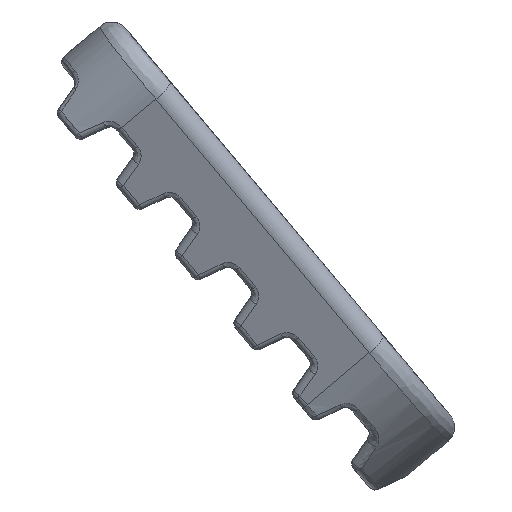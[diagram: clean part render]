
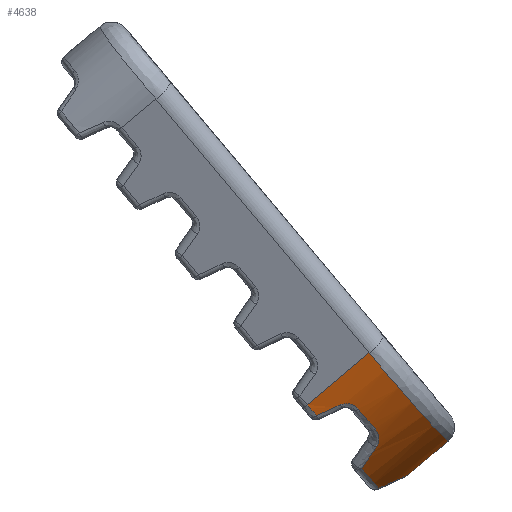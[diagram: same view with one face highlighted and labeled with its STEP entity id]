
A CAD part, front view. The second image highlights one B-rep face of the part: STEP entity #4638.
In plain terms, the highlighted cylindrical face has radius 5.715 mm (diameter 11.43 mm), a partial arc.
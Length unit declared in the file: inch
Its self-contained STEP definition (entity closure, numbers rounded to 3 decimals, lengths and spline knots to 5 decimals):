
#667=FACE_OUTER_BOUND('',#970,.T.);
#970=EDGE_LOOP('',(#3824,#3825,#3826,#3827,#3828,#3829,#3830,#3831,#3832,
#3833,#3834));
#1110=ELLIPSE('',#4925,0.85748,0.225);
#1114=ELLIPSE('',#4938,0.231,0.225);
#1116=ELLIPSE('',#4946,0.231,0.225);
#1118=ELLIPSE('',#4953,0.85748,0.225);
#1121=ELLIPSE('',#4963,0.231,0.225);
#1167=ELLIPSE('',#5164,0.85748,0.225);
#1178=ELLIPSE('',#5216,0.2302,0.225);
#1235=B_SPLINE_CURVE_WITH_KNOTS('',3,(#7938,#7939,#7940,#7941,#7942,#7943),
 .UNSPECIFIED.,.F.,.F.,(4,1,1,4),(-0.08892,-0.06352,
-0.04446,0.),.UNSPECIFIED.);
#1238=B_SPLINE_CURVE_WITH_KNOTS('',3,(#7990,#7991,#7992,#7993,#7994),
 .UNSPECIFIED.,.F.,.F.,(4,1,4),(-0.06974,-0.03487,
0.),.UNSPECIFIED.);
#1486=LINE('',#9637,#1737);
#1488=LINE('',#9641,#1739);
#1737=VECTOR('',#6516,0.3937);
#1739=VECTOR('',#6520,0.3937);
#1955=VERTEX_POINT('',#7749);
#1958=VERTEX_POINT('',#7774);
#1966=VERTEX_POINT('',#7864);
#1968=VERTEX_POINT('',#7936);
#1969=VERTEX_POINT('',#7937);
#1973=VERTEX_POINT('',#7980);
#1975=VERTEX_POINT('',#7988);
#1979=VERTEX_POINT('',#8025);
#1986=VERTEX_POINT('',#8088);
#2140=VERTEX_POINT('',#9636);
#2141=VERTEX_POINT('',#9640);
#2436=EDGE_CURVE('',#1958,#1955,#1110,.T.);
#2452=EDGE_CURVE('',#1955,#1966,#1114,.T.);
#2454=EDGE_CURVE('',#1968,#1969,#1235,.T.);
#2461=EDGE_CURVE('',#1975,#1973,#1238,.T.);
#2465=EDGE_CURVE('',#1969,#1975,#1116,.T.);
#2472=EDGE_CURVE('',#1973,#1979,#1118,.T.);
#2482=EDGE_CURVE('',#1979,#1986,#1121,.T.);
#2729=EDGE_CURVE('',#1966,#1968,#1167,.T.);
#2783=EDGE_CURVE('',#2140,#1986,#1486,.T.);
#2785=EDGE_CURVE('',#1958,#2141,#1488,.T.);
#2786=EDGE_CURVE('',#2140,#2141,#1178,.T.);
#3824=ORIENTED_EDGE('',*,*,#2482,.F.);
#3825=ORIENTED_EDGE('',*,*,#2472,.F.);
#3826=ORIENTED_EDGE('',*,*,#2461,.F.);
#3827=ORIENTED_EDGE('',*,*,#2465,.F.);
#3828=ORIENTED_EDGE('',*,*,#2454,.F.);
#3829=ORIENTED_EDGE('',*,*,#2729,.F.);
#3830=ORIENTED_EDGE('',*,*,#2452,.F.);
#3831=ORIENTED_EDGE('',*,*,#2436,.F.);
#3832=ORIENTED_EDGE('',*,*,#2785,.T.);
#3833=ORIENTED_EDGE('',*,*,#2786,.F.);
#3834=ORIENTED_EDGE('',*,*,#2783,.T.);
#4409=CYLINDRICAL_SURFACE('',#5215,0.225);
#4638=ADVANCED_FACE('',(#667),#4409,.T.);
#4925=AXIS2_PLACEMENT_3D('',#7776,#5824,#5825);
#4938=AXIS2_PLACEMENT_3D('',#7892,#5854,#5855);
#4946=AXIS2_PLACEMENT_3D('',#8021,#5872,#5873);
#4953=AXIS2_PLACEMENT_3D('',#8053,#5888,#5889);
#4963=AXIS2_PLACEMENT_3D('',#8092,#5910,#5911);
#5164=AXIS2_PLACEMENT_3D('',#9332,#6405,#6406);
#5215=AXIS2_PLACEMENT_3D('',#9639,#6518,#6519);
#5216=AXIS2_PLACEMENT_3D('',#9642,#6521,#6522);
#5824=DIRECTION('center_axis',(0.413,0.003,-0.911));
#5825=DIRECTION('ref_axis',(0.884,-0.244,0.4));
#5854=DIRECTION('center_axis',(-0.766,0.01,-0.643));
#5855=DIRECTION('ref_axis',(-0.008,-1.,-0.007));
#5872=DIRECTION('center_axis',(-0.766,0.01,-0.643));
#5873=DIRECTION('ref_axis',(-0.008,-1.,-0.007));
#5888=DIRECTION('center_axis',(0.413,0.003,-0.911));
#5889=DIRECTION('ref_axis',(0.884,-0.244,0.4));
#5910=DIRECTION('center_axis',(-0.766,0.01,-0.643));
#5911=DIRECTION('ref_axis',(-0.008,-1.,-0.007));
#6405=DIRECTION('center_axis',(-0.825,0.003,0.565));
#6406=DIRECTION('ref_axis',(-0.547,0.244,-0.801));
#6516=DIRECTION('',(-0.744,0.236,-0.625));
#6518=DIRECTION('center_axis',(-0.744,0.236,-0.625));
#6519=DIRECTION('ref_axis',(0.403,-0.587,-0.702));
#6520=DIRECTION('',(0.744,-0.236,0.625));
#6521=DIRECTION('center_axis',(0.766,-0.026,0.643));
#6522=DIRECTION('ref_axis',(-0.02,-1.,-0.016));
#7749=CARTESIAN_POINT('',(-0.03866,-0.64636,-0.01732));
#7774=CARTESIAN_POINT('',(0.00101,-0.58325,0.00085));
#7776=CARTESIAN_POINT('Origin',(-0.75829,-0.38809,-0.34256));
#7864=CARTESIAN_POINT('',(-0.06252,-0.71561,0.01001));
#7892=CARTESIAN_POINT('Origin',(-0.17527,-0.5732,0.14665));
#7936=CARTESIAN_POINT('',(-0.042,-0.73623,0.0401));
#7937=CARTESIAN_POINT('',(-0.0438,-0.76017,0.06498));
#7938=CARTESIAN_POINT('Ctrl Pts',(-0.042,-0.73623,
0.0401));
#7939=CARTESIAN_POINT('Ctrl Pts',(-0.04035,-0.73783,
0.04253));
#7940=CARTESIAN_POINT('Ctrl Pts',(-0.03867,-0.74151,
0.04701));
#7941=CARTESIAN_POINT('Ctrl Pts',(-0.03842,-0.74983,
0.05569));
#7942=CARTESIAN_POINT('Ctrl Pts',(-0.04084,-0.75613,
0.06151));
#7943=CARTESIAN_POINT('Ctrl Pts',(-0.0438,-0.76017,
0.06498));
#7980=CARTESIAN_POINT('',(-0.09175,-0.79319,0.09848));
#7988=CARTESIAN_POINT('',(-0.06732,-0.7864,0.09259));
#7990=CARTESIAN_POINT('Ctrl Pts',(-0.06732,-0.7864,
0.09259));
#7991=CARTESIAN_POINT('Ctrl Pts',(-0.07,-0.7888,
0.09574));
#7992=CARTESIAN_POINT('Ctrl Pts',(-0.07761,-0.79295,
0.10096));
#7993=CARTESIAN_POINT('Ctrl Pts',(-0.08759,-0.7937,
0.10036));
#7994=CARTESIAN_POINT('Ctrl Pts',(-0.09175,-0.79319,
0.09848));
#8021=CARTESIAN_POINT('Origin',(-0.13697,-0.58536,0.17879));
#8025=CARTESIAN_POINT('',(-0.12507,-0.78881,0.08339));
#8053=CARTESIAN_POINT('Origin',(-0.39579,-0.50318,-0.03839));
#8088=CARTESIAN_POINT('',(-0.1378,-0.79553,0.09846));
#8092=CARTESIAN_POINT('Origin',(-0.17527,-0.5732,0.14665));
#9332=CARTESIAN_POINT('Origin',(0.30868,-0.72686,0.55273));
#9636=CARTESIAN_POINT('',(-0.05232,-0.82267,0.17019));
#9637=CARTESIAN_POINT('',(0.02544,-0.84736,0.23543));
#9639=CARTESIAN_POINT('Origin',(0.02544,-0.63693,0.31506));
#9640=CARTESIAN_POINT('',(0.05745,-0.60117,0.04821));
#9641=CARTESIAN_POINT('',(0.17007,-0.63693,0.1427));
#9642=CARTESIAN_POINT('Origin',(-0.08717,-0.60117,0.22057));
